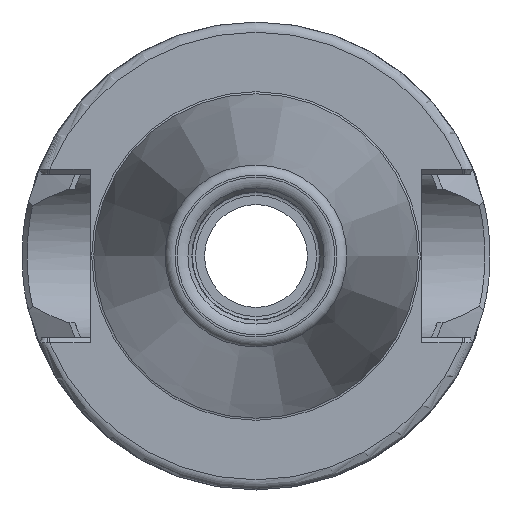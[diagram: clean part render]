
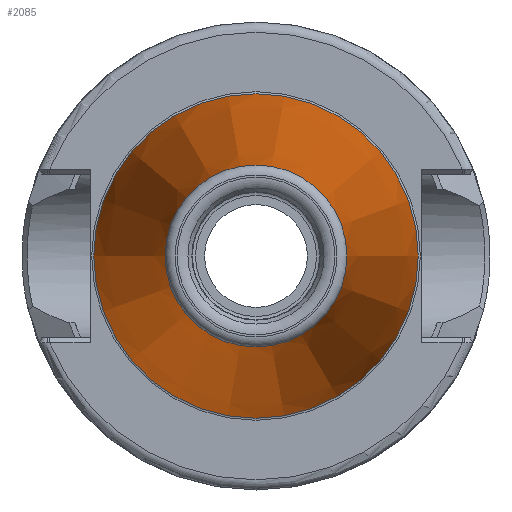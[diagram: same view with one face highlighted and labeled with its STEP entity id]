
A CAD part, left-side view. The second image highlights one B-rep face of the part: STEP entity #2085.
In plain terms, the highlighted conical face has half-angle 8.297 degrees and reference radius 12.445 mm.
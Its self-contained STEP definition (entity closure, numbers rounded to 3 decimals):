
#97=CONICAL_SURFACE('',#2297,12.445,0.145);
#221=LINE('',#4074,#310);
#310=VECTOR('',#2787,12.445);
#419=FACE_OUTER_BOUND('',#535,.T.);
#535=EDGE_LOOP('',(#1701,#1702,#1703,#1704,#1705,#1706,#1707));
#676=CIRCLE('',#2293,8.941);
#677=CIRCLE('',#2294,8.941);
#678=CIRCLE('',#2295,8.941);
#680=CIRCLE('',#2298,15.948);
#681=CIRCLE('',#2299,15.948);
#906=VERTEX_POINT('',#4062);
#907=VERTEX_POINT('',#4063);
#908=VERTEX_POINT('',#4065);
#909=VERTEX_POINT('',#4070);
#910=VERTEX_POINT('',#4071);
#1195=EDGE_CURVE('',#906,#907,#676,.T.);
#1196=EDGE_CURVE('',#908,#906,#677,.T.);
#1197=EDGE_CURVE('',#907,#908,#678,.T.);
#1199=EDGE_CURVE('',#909,#910,#680,.T.);
#1200=EDGE_CURVE('',#910,#909,#681,.T.);
#1201=EDGE_CURVE('',#910,#908,#221,.T.);
#1701=ORIENTED_EDGE('',*,*,#1199,.F.);
#1702=ORIENTED_EDGE('',*,*,#1200,.F.);
#1703=ORIENTED_EDGE('',*,*,#1201,.T.);
#1704=ORIENTED_EDGE('',*,*,#1196,.T.);
#1705=ORIENTED_EDGE('',*,*,#1195,.T.);
#1706=ORIENTED_EDGE('',*,*,#1197,.T.);
#1707=ORIENTED_EDGE('',*,*,#1201,.F.);
#2085=ADVANCED_FACE('',(#419),#97,.T.);
#2293=AXIS2_PLACEMENT_3D('',#4064,#2773,#2774);
#2294=AXIS2_PLACEMENT_3D('',#4066,#2775,#2776);
#2295=AXIS2_PLACEMENT_3D('',#4067,#2777,#2778);
#2297=AXIS2_PLACEMENT_3D('',#4069,#2781,#2782);
#2298=AXIS2_PLACEMENT_3D('',#4072,#2783,#2784);
#2299=AXIS2_PLACEMENT_3D('',#4073,#2785,#2786);
#2773=DIRECTION('center_axis',(1.,0.,0.));
#2774=DIRECTION('ref_axis',(0.,0.,-1.));
#2775=DIRECTION('center_axis',(1.,0.,0.));
#2776=DIRECTION('ref_axis',(0.,0.,-1.));
#2777=DIRECTION('center_axis',(1.,0.,0.));
#2778=DIRECTION('ref_axis',(0.,0.,-1.));
#2781=DIRECTION('center_axis',(1.,0.,0.));
#2782=DIRECTION('ref_axis',(0.,1.,0.));
#2783=DIRECTION('center_axis',(1.,0.,0.));
#2784=DIRECTION('ref_axis',(0.,0.,-1.));
#2785=DIRECTION('center_axis',(1.,0.,0.));
#2786=DIRECTION('ref_axis',(0.,0.,-1.));
#2787=DIRECTION('',(-0.99,0.144,0.));
#4062=CARTESIAN_POINT('',(-47.944,8.941,0.));
#4063=CARTESIAN_POINT('',(-47.944,0.,8.941));
#4064=CARTESIAN_POINT('Origin',(-47.944,0.,
0.));
#4065=CARTESIAN_POINT('',(-47.944,-8.941,0.));
#4066=CARTESIAN_POINT('Origin',(-47.944,0.,
0.));
#4067=CARTESIAN_POINT('Origin',(-47.944,0.,
0.));
#4069=CARTESIAN_POINT('Origin',(-23.922,0.,
0.));
#4070=CARTESIAN_POINT('',(0.1,15.948,0.));
#4071=CARTESIAN_POINT('',(0.1,-15.948,0.));
#4072=CARTESIAN_POINT('Origin',(0.1,0.,
0.));
#4073=CARTESIAN_POINT('Origin',(0.1,0.,
0.));
#4074=CARTESIAN_POINT('',(-23.922,-12.445,0.));
